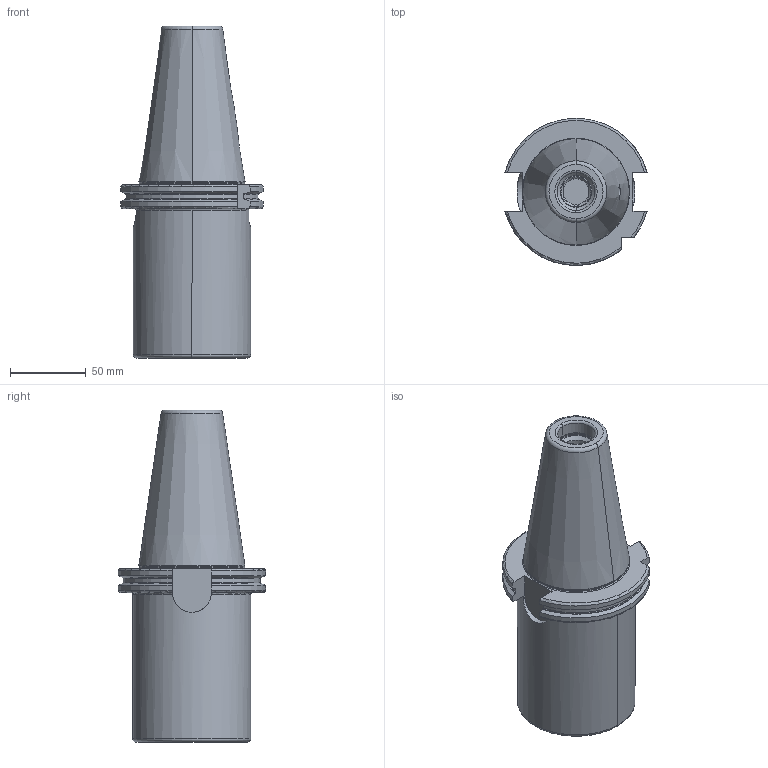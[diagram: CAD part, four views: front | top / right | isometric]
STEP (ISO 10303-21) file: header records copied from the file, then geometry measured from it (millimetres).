
FILE_DESCRIPTION((''),'2;1');
FILE_NAME('502_08_05A','2020-09-26T',('104091'),(''),'CREO PARAMETRIC BY PTC INC, 2016260','CREO PARAMETRIC BY PTC INC, 2016260','');
FILE_SCHEMA(('CONFIG_CONTROL_DESIGN'));
Length unit declared in the file: millimetre
Products named in the file (1): 502_08_05A
Bounding box: 94.05 x 97.31 x 219.75 mm (x, y, z)
Volume: 594507.7 mm3; surface area: 91055.5 mm2
Topology: 1 solids, 1 shells, 194 faces, 485 edges, 302 vertices
Faces by surface type: plane 64, cylinder 50, cone 46, torus 34
Entity records: 6300 total; most frequent: CARTESIAN_POINT 1627, DIRECTION 993, ORIENTED_EDGE 966, EDGE_CURVE 483, AXIS2_PLACEMENT_3D 399, VERTEX_POINT 302, EDGE_LOOP 209, CIRCLE 202
